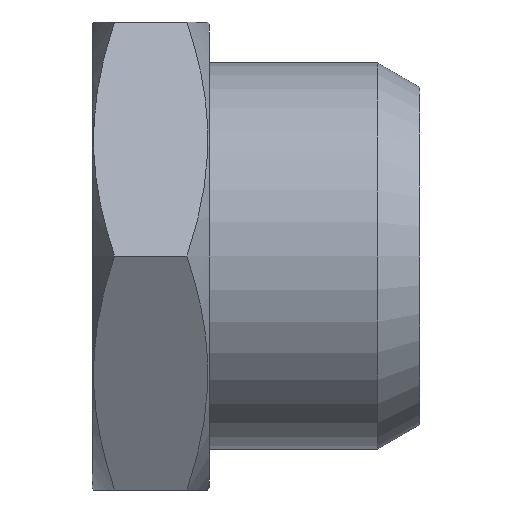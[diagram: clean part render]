
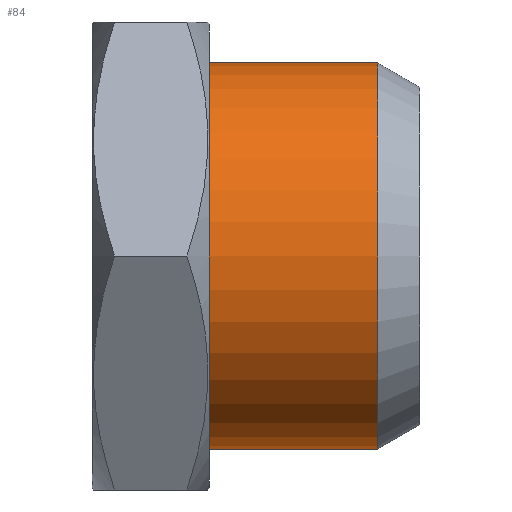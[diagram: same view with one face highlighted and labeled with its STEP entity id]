
A CAD part, left-side view. The second image highlights one B-rep face of the part: STEP entity #84.
In plain terms, the highlighted cylindrical face has radius 8.25 mm (diameter 16.5 mm), a full revolution.
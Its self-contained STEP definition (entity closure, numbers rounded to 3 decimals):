
#84 = ADVANCED_FACE( 'NONE', ( #116, #117 ), #118, .T. );
#116 = FACE_OUTER_BOUND( '', #157, .T. );
#117 = FACE_OUTER_BOUND( '', #158, .T. );
#118 = CYLINDRICAL_SURFACE( '', #159, 8.25 );
#157 = EDGE_LOOP( '', ( #238 ) );
#158 = EDGE_LOOP( '', ( #239 ) );
#159 = AXIS2_PLACEMENT_3D( '', #240, #241, #242 );
#238 = ORIENTED_EDGE( '', *, *, #308, .F. );
#239 = ORIENTED_EDGE( '', *, *, #310, .T. );
#240 = CARTESIAN_POINT( '', ( 0., -5.977, 0. ) );
#241 = DIRECTION( '', ( 0., 1., 0. ) );
#242 = DIRECTION( '', ( 0., 0., -1. ) );
#308 = EDGE_CURVE( 'NONE', #359, #359, #360, .T. );
#310 = EDGE_CURVE( 'NONE', #363, #363, #364, .T. );
#359 = VERTEX_POINT( '', #512 );
#360 = CIRCLE( '', #513, 8.25 );
#363 = VERTEX_POINT( '', #516 );
#364 = CIRCLE( '', #517, 8.25 );
#512 = CARTESIAN_POINT( '', ( 0., 1.8, -8.25 ) );
#513 = AXIS2_PLACEMENT_3D( '', #542, #543, #544 );
#516 = CARTESIAN_POINT( '', ( 0., 9., -8.25 ) );
#517 = AXIS2_PLACEMENT_3D( '', #548, #549, #550 );
#542 = CARTESIAN_POINT( '', ( 0., 1.8, 0. ) );
#543 = DIRECTION( '', ( 0., -1., 0. ) );
#544 = DIRECTION( '', ( 0., 0., -1. ) );
#548 = CARTESIAN_POINT( '', ( 0., 9., 0. ) );
#549 = DIRECTION( '', ( 0., -1., 0. ) );
#550 = DIRECTION( '', ( 0., 0., -1. ) );
